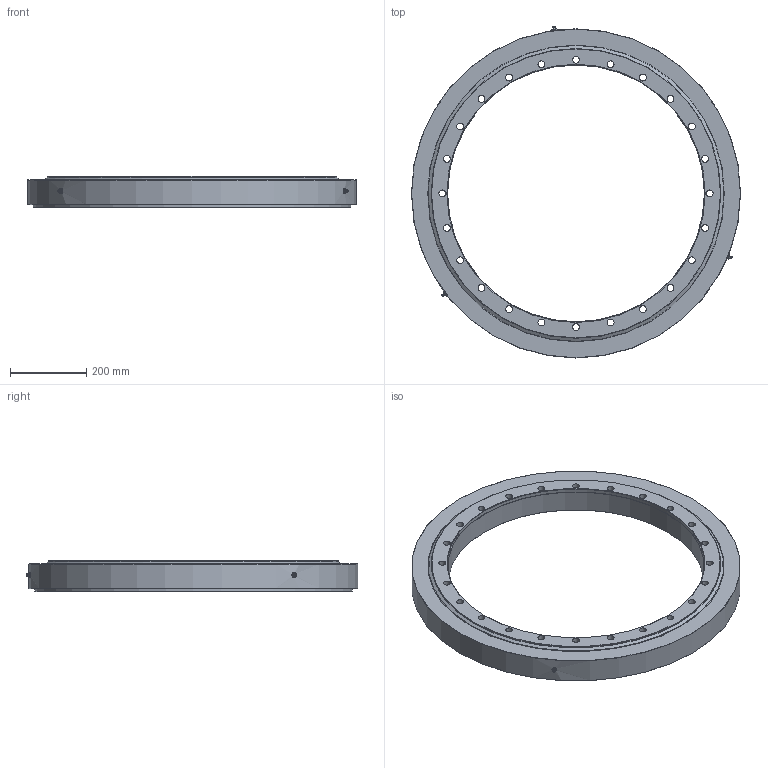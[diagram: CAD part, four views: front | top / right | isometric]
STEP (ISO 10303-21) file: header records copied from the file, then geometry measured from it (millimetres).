
FILE_DESCRIPTION (( 'STEP AP214' ), '1' );
FILE_NAME ('SD.864.25.15.D.3-R.STEP', '2020-05-13T11:09:35', ( '' ), ( '' ), 'SwSTEP 2.0', 'SolidWorks 2016', '' );
FILE_SCHEMA (( 'AUTOMOTIVE_DESIGN' ));
Length unit declared in the file: millimetre
Products named in the file (7): SD.864.25.15.D.3-R; SD.864.25.15.D.3-R - OR Seal; SD.864.25.15.D.3-R - IR Seal; Grease nipple M10x1mm; SD.864.25.15.D.3-R - IR; Roller L25; SD.864.25.15.D.3-R - OR
Assembly tree (100 placements, depth 2):
  SD.864.25.15.D.3-R
    SD.864.25.15.D.3-R - IR
    SD.864.25.15.D.3-R - OR
    Roller L25  x93
    SD.864.25.15.D.3-R - IR Seal
    SD.864.25.15.D.3-R - OR Seal
    Grease nipple M10x1mm  x3
Bounding box: 864 x 871.54 x 82 mm (x, y, z)
Volume: 14918282.5 mm3; surface area: 1821337.9 mm2
Topology: 100 solids, 100 shells, 681 faces, 1233 edges, 764 vertices
Faces by surface type: plane 233, torus 198, cylinder 168, cone 82
Full cylindrical faces by diameter (mm): 3 x3, 4 x3, 9 x3, 10 x3, 14 x24, 18 x24, 25 x93, 674 x1, 676 x1, 746.5 x2, 760.5 x3, 763.5 x3, 768 x1, 777.5 x2, 833 x1, 864 x1
Entity records: 5703 total; most frequent: CARTESIAN_POINT 1215, DIRECTION 910, ORIENTED_EDGE 454, AXIS2_PLACEMENT_3D 452, EDGE_LOOP 362, FACE_OUTER_BOUND 246, EDGE_CURVE 227, VERTEX_POINT 203
